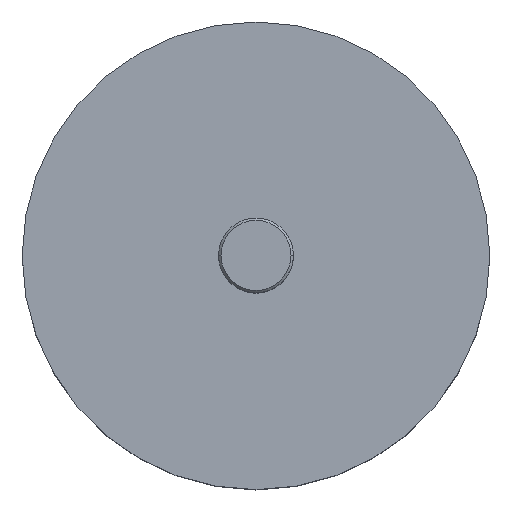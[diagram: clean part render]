
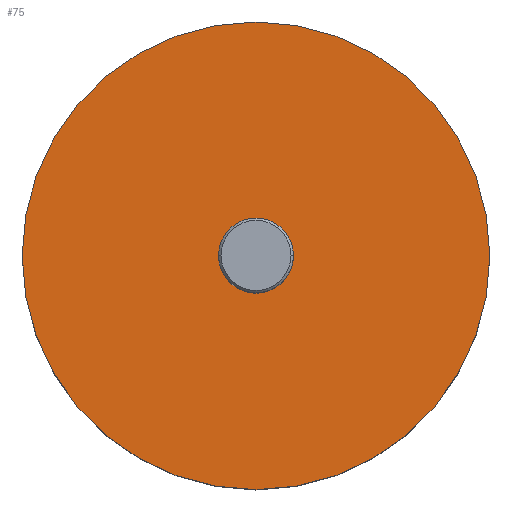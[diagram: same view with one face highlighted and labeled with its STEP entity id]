
A CAD part, top view. The second image highlights one B-rep face of the part: STEP entity #75.
In plain terms, the highlighted planar face has unit normal (0, 0, 1).
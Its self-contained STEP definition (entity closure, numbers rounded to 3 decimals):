
#5 = CARTESIAN_POINT ( 'NONE',  ( 0., 0., 40. ) ) ;
#9 = DIRECTION ( 'NONE',  ( 1., 0., 0. ) ) ;
#17 = ORIENTED_EDGE ( 'NONE', *, *, #206, .T. ) ;
#27 = VERTEX_POINT ( 'NONE', #313 ) ;
#35 = EDGE_CURVE ( 'NONE', #27, #114, #357, .T. ) ;
#36 = DIRECTION ( 'NONE',  ( 0., 0., 1. ) ) ;
#37 = DIRECTION ( 'NONE',  ( 0., 0., 1. ) ) ;
#49 = DIRECTION ( 'NONE',  ( 1., 0., 0. ) ) ;
#53 = ORIENTED_EDGE ( 'NONE', *, *, #35, .T. ) ;
#75 = ADVANCED_FACE ( 'NONE', ( #373, #200 ), #145, .T. ) ;
#80 = VERTEX_POINT ( 'NONE', #127 ) ;
#82 = AXIS2_PLACEMENT_3D ( 'NONE', #5, #36, #287 ) ;
#84 = EDGE_LOOP ( 'NONE', ( #268, #380 ) ) ;
#104 = CARTESIAN_POINT ( 'NONE',  ( 0., 0., 40. ) ) ;
#114 = VERTEX_POINT ( 'NONE', #338 ) ;
#117 = VERTEX_POINT ( 'NONE', #230 ) ;
#127 = CARTESIAN_POINT ( 'NONE',  ( -8., 0., 40. ) ) ;
#132 = DIRECTION ( 'NONE',  ( 1., 0., 0. ) ) ;
#145 = PLANE ( 'NONE',  #82 ) ;
#155 = DIRECTION ( 'NONE',  ( 0., 0., 1. ) ) ;
#160 = CIRCLE ( 'NONE', #237, 8. ) ;
#185 = AXIS2_PLACEMENT_3D ( 'NONE', #348, #201, #49 ) ;
#200 = FACE_OUTER_BOUND ( 'NONE', #310, .T. ) ;
#201 = DIRECTION ( 'NONE',  ( 0., 0., 1. ) ) ;
#206 = EDGE_CURVE ( 'NONE', #114, #27, #382, .T. ) ;
#223 = CARTESIAN_POINT ( 'NONE',  ( 0., 0., 40. ) ) ;
#230 = CARTESIAN_POINT ( 'NONE',  ( 8., 0., 40. ) ) ;
#233 = EDGE_CURVE ( 'NONE', #117, #80, #305, .T. ) ;
#237 = AXIS2_PLACEMENT_3D ( 'NONE', #104, #345, #264 ) ;
#264 = DIRECTION ( 'NONE',  ( 1., 0., 0. ) ) ;
#268 = ORIENTED_EDGE ( 'NONE', *, *, #286, .F. ) ;
#277 = AXIS2_PLACEMENT_3D ( 'NONE', #339, #155, #132 ) ;
#286 = EDGE_CURVE ( 'NONE', #80, #117, #160, .T. ) ;
#287 = DIRECTION ( 'NONE',  ( 1., 0., 0. ) ) ;
#305 = CIRCLE ( 'NONE', #185, 8. ) ;
#310 = EDGE_LOOP ( 'NONE', ( #53, #17 ) ) ;
#313 = CARTESIAN_POINT ( 'NONE',  ( -50., 0., 40. ) ) ;
#338 = CARTESIAN_POINT ( 'NONE',  ( 50., 0., 40. ) ) ;
#339 = CARTESIAN_POINT ( 'NONE',  ( 0., 0., 40. ) ) ;
#345 = DIRECTION ( 'NONE',  ( 0., 0., 1. ) ) ;
#348 = CARTESIAN_POINT ( 'NONE',  ( 0., 0., 40. ) ) ;
#357 = CIRCLE ( 'NONE', #360, 50. ) ;
#360 = AXIS2_PLACEMENT_3D ( 'NONE', #223, #37, #9 ) ;
#373 = FACE_BOUND ( 'NONE', #84, .T. ) ;
#380 = ORIENTED_EDGE ( 'NONE', *, *, #233, .F. ) ;
#382 = CIRCLE ( 'NONE', #277, 50. ) ;
